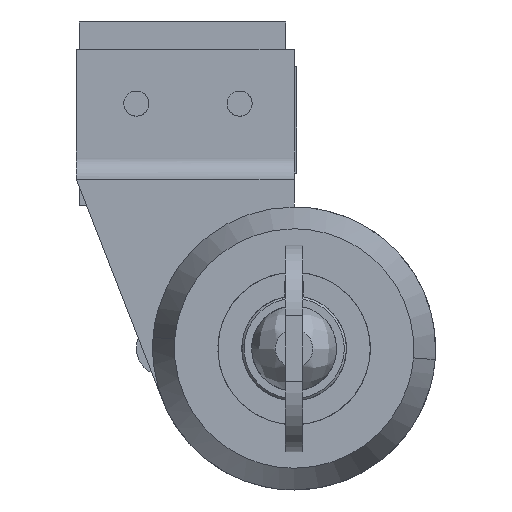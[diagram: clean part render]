
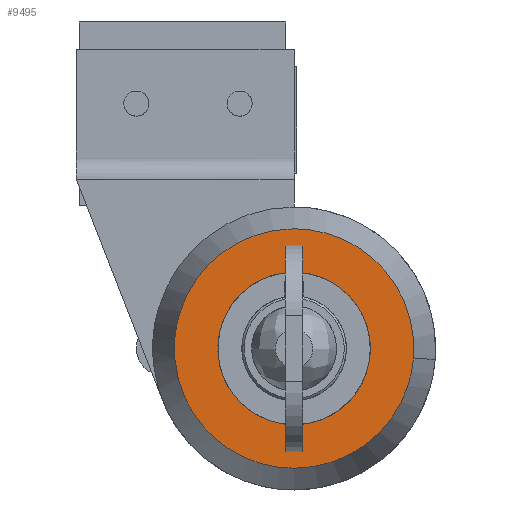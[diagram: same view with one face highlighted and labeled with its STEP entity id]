
A CAD part, front view. The second image highlights one B-rep face of the part: STEP entity #9495.
In plain terms, the highlighted free-form (B-spline) face has degree [1, 1] with [2, 2] control points.
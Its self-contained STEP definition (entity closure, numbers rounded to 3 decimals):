
#8615=CARTESIAN_POINT('',(0.,6.946,-0.869));
#8616=VERTEX_POINT('',#8615);
#8622=CARTESIAN_POINT('',(0.0,0.0,-7.0));
#8623=VERTEX_POINT('',#8622);
#8624=CARTESIAN_POINT('',(0.0,0.0,-7.0));
#8625=CARTESIAN_POINT('',(0.0,6.179,-7.0));
#8626=CARTESIAN_POINT('',(0.,6.946,-0.869));
#8634=(BOUNDED_CURVE()B_SPLINE_CURVE(2,(#8624,#8625,#8626),.UNSPECIFIED.,.F.,.U.)B_SPLINE_CURVE_WITH_KNOTS((3,3),(0.5,0.729),.UNSPECIFIED.)CURVE()GEOMETRIC_REPRESENTATION_ITEM()RATIONAL_B_SPLINE_CURVE((1.0,0.732,0.954))REPRESENTATION_ITEM(''));
#8635=EDGE_CURVE('',#8623,#8616,#8634,.T.);
#8637=CARTESIAN_POINT('',(0.,-7.,0.061));
#8638=VERTEX_POINT('',#8637);
#8639=CARTESIAN_POINT('',(0.,-7.,0.061));
#8640=CARTESIAN_POINT('',(0.0,-7.,0.031));
#8641=CARTESIAN_POINT('',(0.0,-7.0,0.0));
#8642=CARTESIAN_POINT('',(0.0,-7.,-7.));
#8643=CARTESIAN_POINT('',(0.0,0.0,-7.0));
#8651=(BOUNDED_CURVE()B_SPLINE_CURVE(2,(#8639,#8640,#8641,#8642,#8643),.UNSPECIFIED.,.F.,.U.)B_SPLINE_CURVE_WITH_KNOTS((3,2,3),(0.248,0.25,0.5),.UNSPECIFIED.)CURVE()GEOMETRIC_REPRESENTATION_ITEM()RATIONAL_B_SPLINE_CURVE((0.996,0.998,1.0,0.707,1.0))REPRESENTATION_ITEM(''));
#8652=EDGE_CURVE('',#8638,#8623,#8651,.T.);
#8732=CARTESIAN_POINT('',(0.0,0.0,7.0));
#8733=VERTEX_POINT('',#8732);
#8734=CARTESIAN_POINT('',(0.0,0.0,7.0));
#8735=CARTESIAN_POINT('',(0.0,-6.939,7.));
#8736=CARTESIAN_POINT('',(0.,-7.,0.061));
#8744=(BOUNDED_CURVE()B_SPLINE_CURVE(2,(#8734,#8735,#8736),.UNSPECIFIED.,.F.,.U.)B_SPLINE_CURVE_WITH_KNOTS((3,3),(0.0,0.248),.UNSPECIFIED.)CURVE()GEOMETRIC_REPRESENTATION_ITEM()RATIONAL_B_SPLINE_CURVE((1.0,0.709,0.996))REPRESENTATION_ITEM(''));
#8745=EDGE_CURVE('',#8733,#8638,#8744,.T.);
#8747=CARTESIAN_POINT('',(0.,6.946,-0.869));
#8748=CARTESIAN_POINT('',(0.0,7.,-0.436));
#8749=CARTESIAN_POINT('',(0.0,7.0,0.0));
#8750=CARTESIAN_POINT('',(0.0,7.,7.));
#8751=CARTESIAN_POINT('',(0.0,0.0,7.0));
#8759=(BOUNDED_CURVE()B_SPLINE_CURVE(2,(#8747,#8748,#8749,#8750,#8751),.UNSPECIFIED.,.F.,.U.)B_SPLINE_CURVE_WITH_KNOTS((3,2,3),(0.729,0.75,1.0),.UNSPECIFIED.)CURVE()GEOMETRIC_REPRESENTATION_ITEM()RATIONAL_B_SPLINE_CURVE((0.954,0.975,1.0,0.707,1.0))REPRESENTATION_ITEM(''));
#8760=EDGE_CURVE('',#8616,#8733,#8759,.T.);
#9337=CARTESIAN_POINT('',(0.,10.966,0.863));
#9338=VERTEX_POINT('',#9337);
#9344=CARTESIAN_POINT('',(0.0,0.0,11.0));
#9345=VERTEX_POINT('',#9344);
#9346=CARTESIAN_POINT('',(0.0,0.0,11.0));
#9347=CARTESIAN_POINT('',(0.0,10.168,11.));
#9348=CARTESIAN_POINT('',(0.,10.966,0.863));
#9356=(BOUNDED_CURVE()B_SPLINE_CURVE(2,(#9346,#9347,#9348),.UNSPECIFIED.,.F.,.U.)B_SPLINE_CURVE_WITH_KNOTS((3,3),(0.0,0.236),.UNSPECIFIED.)CURVE()GEOMETRIC_REPRESENTATION_ITEM()RATIONAL_B_SPLINE_CURVE((1.0,0.723,0.97))REPRESENTATION_ITEM(''));
#9357=EDGE_CURVE('',#9345,#9338,#9356,.T.);
#9359=CARTESIAN_POINT('',(0.,-10.966,-0.863));
#9360=VERTEX_POINT('',#9359);
#9361=CARTESIAN_POINT('',(0.,-10.966,-0.863));
#9362=CARTESIAN_POINT('',(0.0,-11.0,-0.432));
#9363=CARTESIAN_POINT('',(0.0,-11.0,0.0));
#9364=CARTESIAN_POINT('',(0.0,-11.0,11.0));
#9365=CARTESIAN_POINT('',(0.0,0.0,11.0));
#9373=(BOUNDED_CURVE()B_SPLINE_CURVE(2,(#9361,#9362,#9363,#9364,#9365),.UNSPECIFIED.,.F.,.U.)B_SPLINE_CURVE_WITH_KNOTS((3,2,3),(0.736,0.75,1.0),.UNSPECIFIED.)CURVE()GEOMETRIC_REPRESENTATION_ITEM()RATIONAL_B_SPLINE_CURVE((0.97,0.984,1.0,0.707,1.0))REPRESENTATION_ITEM(''));
#9374=EDGE_CURVE('',#9360,#9345,#9373,.T.);
#9408=CARTESIAN_POINT('',(0.0,0.0,-11.0));
#9409=VERTEX_POINT('',#9408);
#9410=CARTESIAN_POINT('',(0.0,0.0,-11.0));
#9411=CARTESIAN_POINT('',(0.0,-10.168,-11.0));
#9412=CARTESIAN_POINT('',(0.,-10.966,-0.863));
#9420=(BOUNDED_CURVE()B_SPLINE_CURVE(2,(#9410,#9411,#9412),.UNSPECIFIED.,.F.,.U.)B_SPLINE_CURVE_WITH_KNOTS((3,3),(0.5,0.736),.UNSPECIFIED.)CURVE()GEOMETRIC_REPRESENTATION_ITEM()RATIONAL_B_SPLINE_CURVE((1.0,0.723,0.97))REPRESENTATION_ITEM(''));
#9421=EDGE_CURVE('',#9409,#9360,#9420,.T.);
#9423=CARTESIAN_POINT('',(0.,10.966,0.863));
#9424=CARTESIAN_POINT('',(0.0,11.0,0.432));
#9425=CARTESIAN_POINT('',(0.0,11.0,0.0));
#9426=CARTESIAN_POINT('',(0.0,11.0,-11.0));
#9427=CARTESIAN_POINT('',(0.0,0.0,-11.0));
#9435=(BOUNDED_CURVE()B_SPLINE_CURVE(2,(#9423,#9424,#9425,#9426,#9427),.UNSPECIFIED.,.F.,.U.)B_SPLINE_CURVE_WITH_KNOTS((3,2,3),(0.236,0.25,0.5),.UNSPECIFIED.)CURVE()GEOMETRIC_REPRESENTATION_ITEM()RATIONAL_B_SPLINE_CURVE((0.97,0.984,1.0,0.707,1.0))REPRESENTATION_ITEM(''));
#9436=EDGE_CURVE('',#9338,#9409,#9435,.T.);
#9478=CARTESIAN_POINT('',(0.0,-12.096,12.099));
#9479=CARTESIAN_POINT('',(0.0,-12.096,-12.099));
#9480=CARTESIAN_POINT('',(0.0,12.096,12.099));
#9481=CARTESIAN_POINT('',(0.0,12.096,-12.099));
#9482=B_SPLINE_SURFACE_WITH_KNOTS('',1,1,((#9478,#9480),(#9479,#9481)),.UNSPECIFIED.,.F.,.F.,.U.,(2,2),(2,2),(0.0,24.198),(0.0,24.191),.UNSPECIFIED.);
#9483=ORIENTED_EDGE('',*,*,#9357,.T.);
#9484=ORIENTED_EDGE('',*,*,#9436,.T.);
#9485=ORIENTED_EDGE('',*,*,#9421,.T.);
#9486=ORIENTED_EDGE('',*,*,#9374,.T.);
#9487=EDGE_LOOP('',(#9483,#9484,#9485,#9486));
#9488=FACE_OUTER_BOUND('',#9487,.T.);
#9489=ORIENTED_EDGE('',*,*,#8745,.T.);
#9490=ORIENTED_EDGE('',*,*,#8652,.T.);
#9491=ORIENTED_EDGE('',*,*,#8635,.T.);
#9492=ORIENTED_EDGE('',*,*,#8760,.T.);
#9493=EDGE_LOOP('',(#9489,#9490,#9491,#9492));
#9494=FACE_BOUND('',#9493,.T.);
#9495=ADVANCED_FACE('',(#9488,#9494),#9482,.F.);
